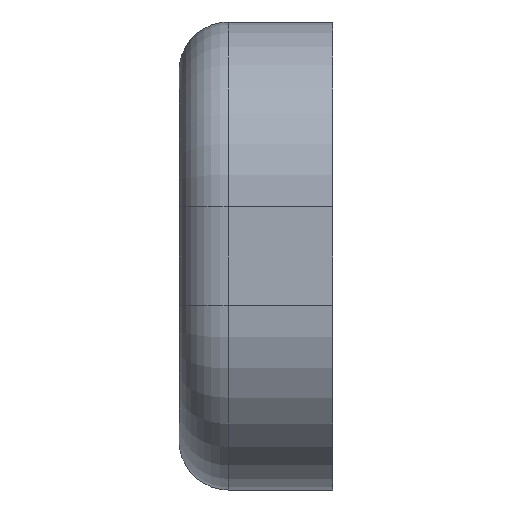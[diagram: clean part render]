
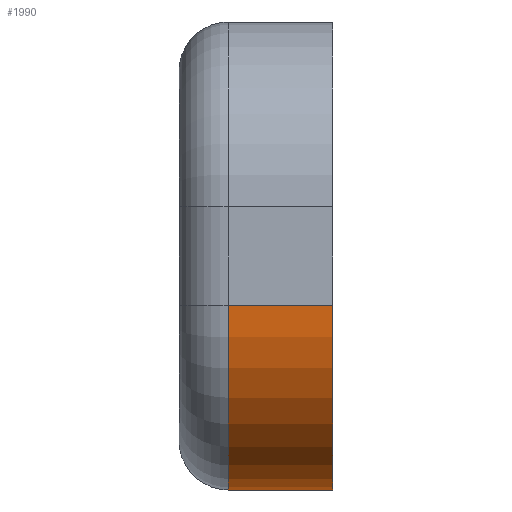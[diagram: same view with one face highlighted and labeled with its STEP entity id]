
A CAD part, left-side view. The second image highlights one B-rep face of the part: STEP entity #1990.
In plain terms, the highlighted cylindrical face has radius 15 mm (diameter 30 mm), a partial arc.
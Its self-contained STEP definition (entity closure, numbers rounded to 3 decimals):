
#88=CYLINDRICAL_SURFACE('',#2232,15.);
#135=CIRCLE('',#2089,15.);
#241=CIRCLE('',#2230,15.);
#323=FACE_OUTER_BOUND('',#466,.T.);
#466=EDGE_LOOP('',(#1588,#1589,#1590,#1591));
#620=LINE('',#3369,#765);
#621=LINE('',#3370,#766);
#765=VECTOR('',#2722,10.);
#766=VECTOR('',#2723,10.);
#849=VERTEX_POINT('',#3030);
#850=VERTEX_POINT('',#3032);
#980=VERTEX_POINT('',#3363);
#981=VERTEX_POINT('',#3365);
#1049=EDGE_CURVE('',#850,#849,#135,.T.);
#1216=EDGE_CURVE('',#981,#980,#241,.F.);
#1218=EDGE_CURVE('',#849,#981,#620,.T.);
#1219=EDGE_CURVE('',#980,#850,#621,.T.);
#1588=ORIENTED_EDGE('',*,*,#1049,.T.);
#1589=ORIENTED_EDGE('',*,*,#1218,.T.);
#1590=ORIENTED_EDGE('',*,*,#1216,.T.);
#1591=ORIENTED_EDGE('',*,*,#1219,.T.);
#1990=ADVANCED_FACE('',(#323),#88,.T.);
#2089=AXIS2_PLACEMENT_3D('',#3033,#2373,#2374);
#2230=AXIS2_PLACEMENT_3D('',#3366,#2716,#2717);
#2232=AXIS2_PLACEMENT_3D('',#3368,#2720,#2721);
#2373=DIRECTION('center_axis',(0.,1.,0.));
#2374=DIRECTION('ref_axis',(-0.707,0.,-0.707));
#2716=DIRECTION('center_axis',(0.,1.,0.));
#2717=DIRECTION('ref_axis',(-1.,0.,0.));
#2720=DIRECTION('center_axis',(0.,1.,0.));
#2721=DIRECTION('ref_axis',(-0.707,0.,-0.707));
#2722=DIRECTION('',(0.,1.,0.));
#2723=DIRECTION('',(0.,-1.,0.));
#3030=CARTESIAN_POINT('',(-106.,0.,-4.));
#3032=CARTESIAN_POINT('',(-91.,0.,-19.));
#3033=CARTESIAN_POINT('Origin',(-91.,0.,-4.));
#3363=CARTESIAN_POINT('',(-91.,8.5,-19.));
#3365=CARTESIAN_POINT('',(-106.,8.5,-4.));
#3366=CARTESIAN_POINT('Origin',(-91.,8.5,-4.));
#3368=CARTESIAN_POINT('Origin',(-91.,0.,-4.));
#3369=CARTESIAN_POINT('',(-106.,0.,-4.));
#3370=CARTESIAN_POINT('',(-91.,0.,-19.));
